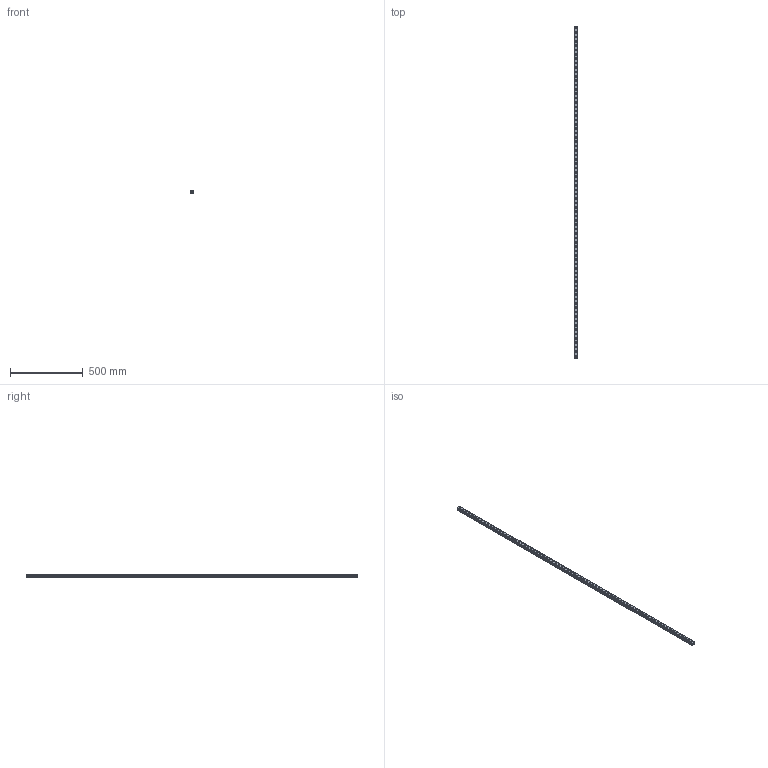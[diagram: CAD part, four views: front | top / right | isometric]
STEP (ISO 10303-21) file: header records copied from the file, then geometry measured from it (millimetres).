
FILE_DESCRIPTION(('STEP AP214'),'1');
FILE_NAME('cctmp_4EA51E9E-6356-401B-B592-7B217277418E_2021_03_10_17_51_48_0157..stp','2021-03-10T16:51:48',('HIWIN GmbH'),('CADClick - www.CADClick.com'),'Spatial InterOp 3D',' ','unknown authorization');
FILE_SCHEMA(('AUTOMOTIVE_DESIGN'));
Length unit declared in the file: millimetre
Products named in the file (1): RGR25R2280H_FILE
Bounding box: 23 x 2280 x 23.6 mm (x, y, z)
Volume: 914321.3 mm3; surface area: 283142.5 mm2
Topology: 1 solids, 1 shells, 801 faces, 1701 edges, 1134 vertices
Faces by surface type: cylinder 474, plane 327
Entity records: 28435 total; most frequent: DIRECTION 4253, CARTESIAN_POINT 3637, ORIENTED_EDGE 3402, AXIS2_PLACEMENT_3D 1750, EDGE_CURVE 1701, VERTEX_POINT 1134, EDGE_LOOP 1033, CIRCLE 948
